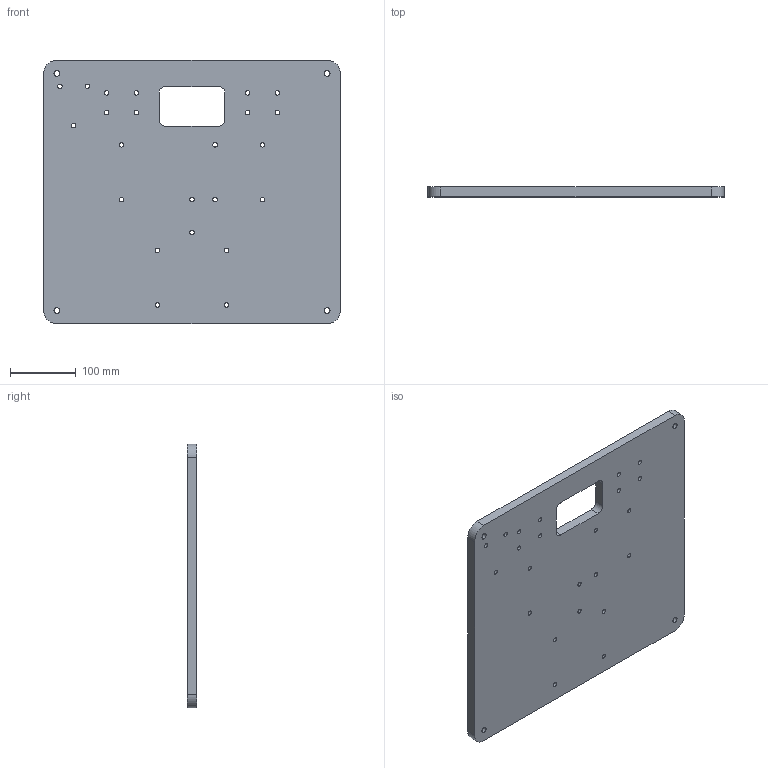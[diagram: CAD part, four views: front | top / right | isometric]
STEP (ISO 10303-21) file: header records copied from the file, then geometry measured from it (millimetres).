
FILE_DESCRIPTION (( 'STEP AP203' ), '1' );
FILE_NAME ('OUT-P10411_PLAQUE SUPPORT 2_17062022.STEP', '2022-06-17T08:21:37', ( '' ), ( '' ), 'SwSTEP 2.0', 'SolidWorks 2020', '' );
FILE_SCHEMA (( 'CONFIG_CONTROL_DESIGN' ));
Length unit declared in the file: millimetre
Products named in the file (1): OUT-P10411_PLAQUE SUPPORT 2_17062022
Bounding box: 450 x 15 x 400 mm (x, y, z)
Volume: 2585900.3 mm3; surface area: 384547.9 mm2
Topology: 1 solids, 1 shells, 84 faces, 234 edges, 156 vertices
Faces by surface type: cylinder 70, plane 14
Entity records: 2967 total; most frequent: DIRECTION 544, CARTESIAN_POINT 475, ORIENTED_EDGE 468, EDGE_CURVE 234, AXIS2_PLACEMENT_3D 225, VERTEX_POINT 156, EDGE_LOOP 144, CIRCLE 140
